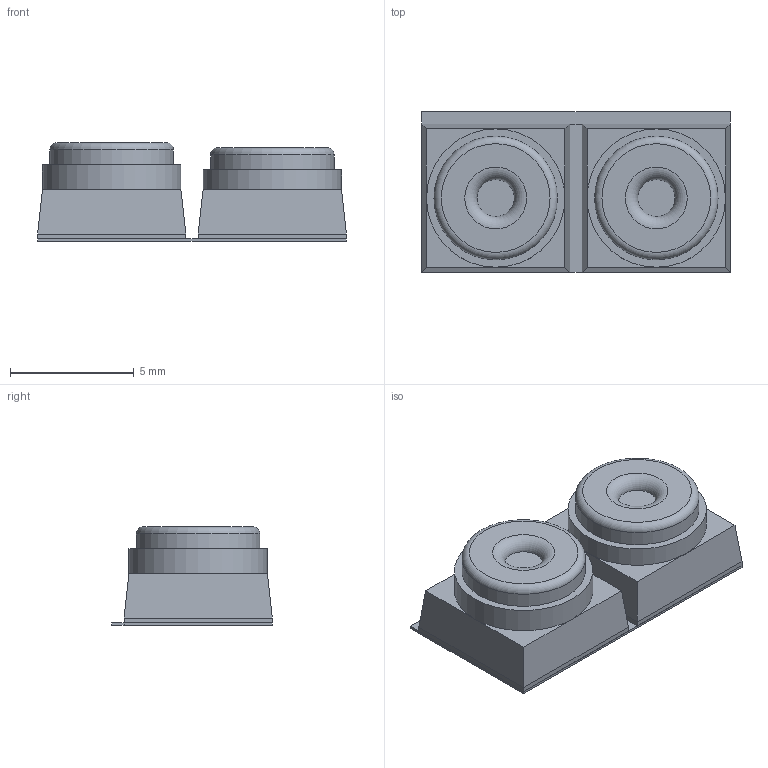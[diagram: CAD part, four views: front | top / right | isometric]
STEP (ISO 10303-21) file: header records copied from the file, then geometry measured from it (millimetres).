
FILE_DESCRIPTION(/* description */ (''),/* implementation_level */ '2;1');
FILE_NAME(/* name */ 'CAMERA_D_GC0308.stp',/* time_stamp */ '2020-08-25T13:48:55+08:00',/* author */ (''),/* organization */ (''),/* preprocessor_version */ 'ST-DEVELOPER v15',/* originating_system */ 'SIEMENS PLM Software NX 8.5',/* authorisation */ '');
FILE_SCHEMA (('AUTOMOTIVE_DESIGN { 1 0 10303 214 3 1 1 1 }'));
Length unit declared in the file: millimetre
Products named in the file (1): CAMERA_D_GC0308
Bounding box: 12.5 x 6.5 x 4 mm (x, y, z)
Volume: 220.4 mm3; surface area: 472.4 mm2
Topology: 6 solids, 6 shells, 60 faces, 110 edges, 66 vertices
Faces by surface type: plane 48, cylinder 8, torus 4
Full cylindrical faces by diameter (mm): 1.5 x4, 5 x2, 5.6 x2
Entity records: 1436 total; most frequent: DIRECTION 246, CARTESIAN_POINT 225, ORIENTED_EDGE 196, EDGE_CURVE 98, AXIS2_PLACEMENT_3D 87, EDGE_LOOP 76, LINE 72, VECTOR 72
